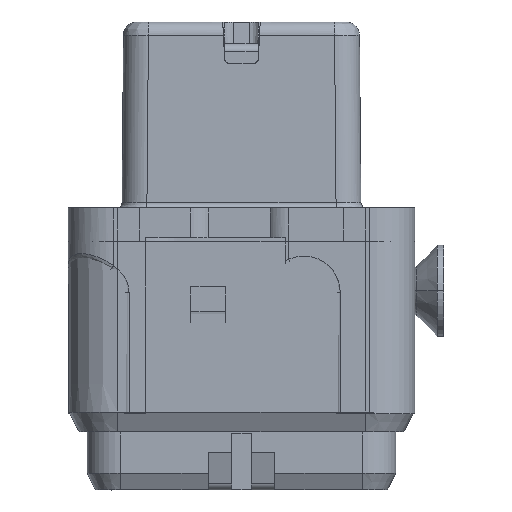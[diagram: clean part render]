
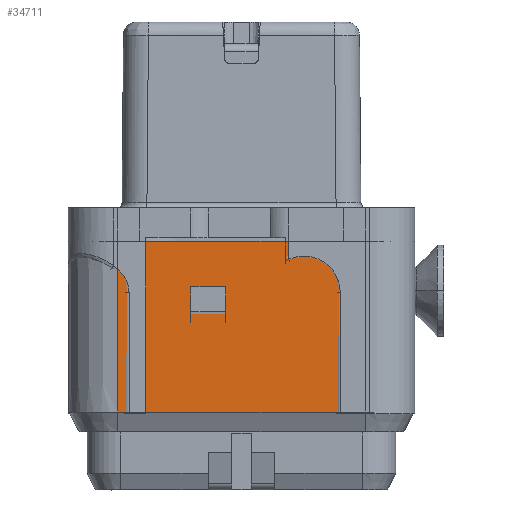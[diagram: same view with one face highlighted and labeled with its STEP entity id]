
A CAD part, left-side view. The second image highlights one B-rep face of the part: STEP entity #34711.
In plain terms, the highlighted planar face has unit normal (-1, 0, -0.005).
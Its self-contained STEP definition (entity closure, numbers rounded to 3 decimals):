
#30193=DIRECTION('',(0.,1.,0.));
#30194=VECTOR('',#30193,14.9);
#30195=CARTESIAN_POINT('',(-10.45,-7.45,14.8));
#30196=LINE('',#30195,#30194);
#31242=DIRECTION('',(0.005,0.,-1.));
#31243=VECTOR('',#31242,10.3);
#31244=CARTESIAN_POINT('',(-10.45,7.45,14.8));
#31245=LINE('',#31244,#31243);
#31258=DIRECTION('',(0.,1.,0.));
#31259=VECTOR('',#31258,14.9);
#31260=CARTESIAN_POINT('',(-10.396,-7.45,
4.5));
#31261=LINE('',#31260,#31259);
#31267=DIRECTION('',(-0.005,0.,1.));
#31268=VECTOR('',#31267,10.3);
#31269=CARTESIAN_POINT('',(-10.396,-7.45,
4.5));
#31270=LINE('',#31269,#31268);
#32031=CARTESIAN_POINT('',(-10.45,-7.45,14.8));
#32032=VERTEX_POINT('',#32031);
#32033=CARTESIAN_POINT('',(-10.45,7.45,14.8));
#32034=VERTEX_POINT('',#32033);
#32258=CARTESIAN_POINT('',(-10.396,-7.45,
4.5));
#32259=VERTEX_POINT('',#32258);
#32260=CARTESIAN_POINT('',(-10.396,7.45,
4.5));
#32261=VERTEX_POINT('',#32260);
#34699=CARTESIAN_POINT('',(-10.45,11.852,14.8));
#34700=DIRECTION('',(-1.,0.,-0.005));
#34701=DIRECTION('',(0.,-1.,0.));
#34702=AXIS2_PLACEMENT_3D('',#34699,#34700,#34701);
#34703=PLANE('',#34702);
#34704=ORIENTED_EDGE('',*,*,#34682,.T.);
#34705=ORIENTED_EDGE('',*,*,#34644,.F.);
#34706=ORIENTED_EDGE('',*,*,#32515,.F.);
#34708=ORIENTED_EDGE('',*,*,#34707,.F.);
#34709=EDGE_LOOP('',(#34704,#34705,#34706,#34708));
#34710=FACE_OUTER_BOUND('',#34709,.F.);
#34711=ADVANCED_FACE('',(#34710),#34703,.T.);
#32515=EDGE_CURVE('',#32032,#32034,#30196,.T.);
#34644=EDGE_CURVE('',#32034,#32261,#31245,.T.);
#34682=EDGE_CURVE('',#32259,#32261,#31261,.T.);
#34707=EDGE_CURVE('',#32259,#32032,#31270,.T.);
